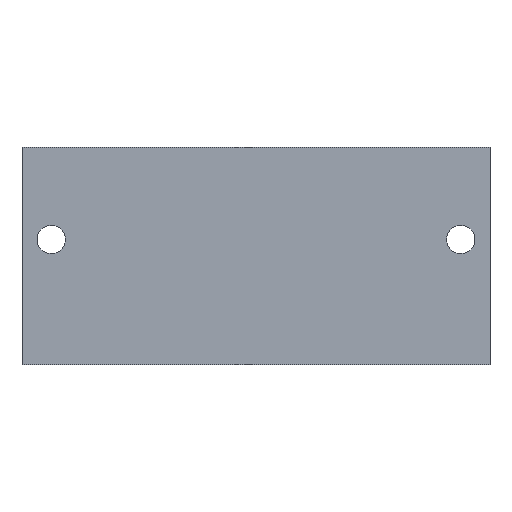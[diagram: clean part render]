
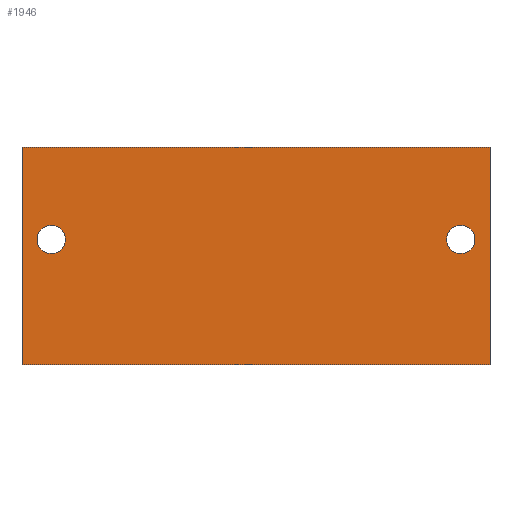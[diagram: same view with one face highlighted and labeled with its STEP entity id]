
A CAD part, top view. The second image highlights one B-rep face of the part: STEP entity #1946.
In plain terms, the highlighted planar face has unit normal (0, 0, 1).
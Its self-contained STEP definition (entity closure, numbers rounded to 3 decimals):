
#1892=AXIS2_PLACEMENT_3D('Plane Axis2P3D',#1889,#1890,#1891) ;
#1912=AXIS2_PLACEMENT_3D('Circle Axis2P3D',#1910,#1911,$) ;
#1921=AXIS2_PLACEMENT_3D('Circle Axis2P3D',#1919,#1920,$) ;
#1930=AXIS2_PLACEMENT_3D('Circle Axis2P3D',#1928,#1929,$) ;
#1939=AXIS2_PLACEMENT_3D('Circle Axis2P3D',#1937,#1938,$) ;
#196=CARTESIAN_POINT('Vertex',(0.,28.3,14.9)) ;
#199=CARTESIAN_POINT('Line Origine',(30.48,28.3,14.9)) ;
#203=CARTESIAN_POINT('Vertex',(60.96,28.3,14.9)) ;
#631=CARTESIAN_POINT('Vertex',(60.96,0.,14.9)) ;
#634=CARTESIAN_POINT('Line Origine',(30.48,0.,14.9)) ;
#638=CARTESIAN_POINT('Vertex',(0.,0.,14.9)) ;
#1889=CARTESIAN_POINT('Axis2P3D Location',(7.62,28.3,14.9)) ;
#1894=CARTESIAN_POINT('Line Origine',(60.96,14.15,14.9)) ;
#1899=CARTESIAN_POINT('Line Origine',(0.,14.15,14.9)) ;
#1910=CARTESIAN_POINT('Axis2P3D Location',(57.15,16.3,14.9)) ;
#1914=CARTESIAN_POINT('Vertex',(55.3,16.3,14.9)) ;
#1916=CARTESIAN_POINT('Vertex',(59.,16.3,14.9)) ;
#1919=CARTESIAN_POINT('Axis2P3D Location',(57.15,16.3,14.9)) ;
#1928=CARTESIAN_POINT('Axis2P3D Location',(3.81,16.3,14.9)) ;
#1932=CARTESIAN_POINT('Vertex',(5.66,16.3,14.9)) ;
#1934=CARTESIAN_POINT('Vertex',(1.96,16.3,14.9)) ;
#1937=CARTESIAN_POINT('Axis2P3D Location',(3.81,16.3,14.9)) ;
#200=DIRECTION('Vector Direction',(-1.,0.,0.)) ;
#635=DIRECTION('Vector Direction',(-1.,0.,0.)) ;
#1890=DIRECTION('Axis2P3D Direction',(-0.,0.,1.)) ;
#1891=DIRECTION('Axis2P3D XDirection',(0.,-1.,0.)) ;
#1895=DIRECTION('Vector Direction',(0.,1.,0.)) ;
#1900=DIRECTION('Vector Direction',(0.,1.,0.)) ;
#1911=DIRECTION('Axis2P3D Direction',(-0.,0.,1.)) ;
#1920=DIRECTION('Axis2P3D Direction',(-0.,0.,1.)) ;
#1929=DIRECTION('Axis2P3D Direction',(-0.,0.,1.)) ;
#1938=DIRECTION('Axis2P3D Direction',(-0.,0.,1.)) ;
#201=VECTOR('Line Direction',#200,1.) ;
#636=VECTOR('Line Direction',#635,1.) ;
#1896=VECTOR('Line Direction',#1895,1.) ;
#1901=VECTOR('Line Direction',#1900,1.) ;
#1905=ORIENTED_EDGE('',*,*,#1898,.T.) ;
#1906=ORIENTED_EDGE('',*,*,#205,.F.) ;
#1907=ORIENTED_EDGE('',*,*,#1903,.F.) ;
#1908=ORIENTED_EDGE('',*,*,#640,.F.) ;
#1925=ORIENTED_EDGE('',*,*,#1918,.F.) ;
#1926=ORIENTED_EDGE('',*,*,#1923,.F.) ;
#1943=ORIENTED_EDGE('',*,*,#1936,.T.) ;
#1944=ORIENTED_EDGE('',*,*,#1941,.T.) ;
#1927=FACE_BOUND('',#1924,.T.) ;
#1945=FACE_BOUND('',#1942,.T.) ;
#1946=ADVANCED_FACE('HOUSING',(#1909,#1927,#1945),#1893,.T.) ;
#1913=CIRCLE('generated circle',#1912,1.85) ;
#1922=CIRCLE('generated circle',#1921,1.85) ;
#1931=CIRCLE('generated circle',#1930,1.85) ;
#1940=CIRCLE('generated circle',#1939,1.85) ;
#205=EDGE_CURVE('',#197,#204,#202,.F.) ;
#640=EDGE_CURVE('',#632,#639,#637,.T.) ;
#1898=EDGE_CURVE('',#632,#204,#1897,.T.) ;
#1903=EDGE_CURVE('',#639,#197,#1902,.T.) ;
#1918=EDGE_CURVE('',#1915,#1917,#1913,.T.) ;
#1923=EDGE_CURVE('',#1917,#1915,#1922,.T.) ;
#1936=EDGE_CURVE('',#1933,#1935,#1931,.F.) ;
#1941=EDGE_CURVE('',#1935,#1933,#1940,.F.) ;
#1904=EDGE_LOOP('',(#1905,#1906,#1907,#1908)) ;
#1924=EDGE_LOOP('',(#1925,#1926)) ;
#1942=EDGE_LOOP('',(#1943,#1944)) ;
#1909=FACE_OUTER_BOUND('',#1904,.T.) ;
#202=LINE('Line',#199,#201) ;
#637=LINE('Line',#634,#636) ;
#1897=LINE('Line',#1894,#1896) ;
#1902=LINE('Line',#1899,#1901) ;
#1893=PLANE('',#1892) ;
#197=VERTEX_POINT('',#196) ;
#204=VERTEX_POINT('',#203) ;
#632=VERTEX_POINT('',#631) ;
#639=VERTEX_POINT('',#638) ;
#1915=VERTEX_POINT('',#1914) ;
#1917=VERTEX_POINT('',#1916) ;
#1933=VERTEX_POINT('',#1932) ;
#1935=VERTEX_POINT('',#1934) ;
